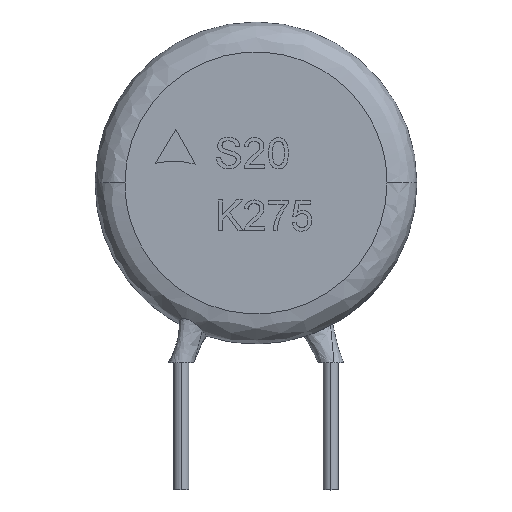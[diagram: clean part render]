
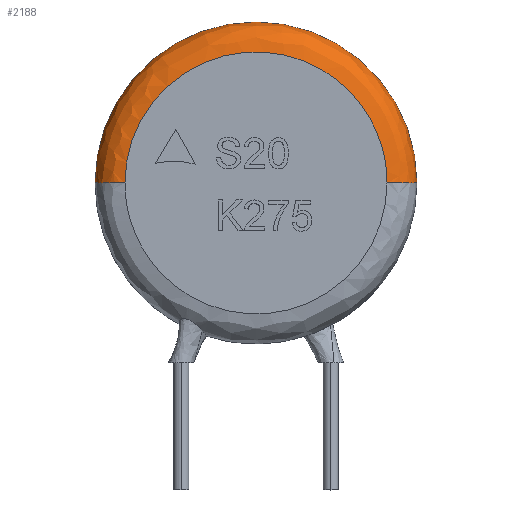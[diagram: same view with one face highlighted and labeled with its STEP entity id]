
A CAD part, top view. The second image highlights one B-rep face of the part: STEP entity #2188.
In plain terms, the highlighted free-form (B-spline) face has degree [3, 3] with [4, 4] control points.
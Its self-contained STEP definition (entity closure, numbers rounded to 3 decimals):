
#116 = AXIS2_PLACEMENT_3D ( 'NONE', #6027, #2674, #6600 ) ;
#472 = EDGE_CURVE ( 'NONE', #2361, #1259, #3144, .T. ) ;
#506 = CARTESIAN_POINT ( 'NONE',  ( -8.75, 19., 2.6 ) ) ;
#514 = CARTESIAN_POINT ( 'NONE',  ( 10.75, 19., 1.772 ) ) ;
#1055 = CARTESIAN_POINT ( 'NONE',  ( 8.75, 36.5, 2.6 ) ) ;
#1066 = CARTESIAN_POINT ( 'NONE',  ( -10.75, 40.5, 1.772 ) ) ;
#1187 = DIRECTION ( 'NONE',  ( 0., 1., 0. ) ) ;
#1259 = VERTEX_POINT ( 'NONE', #3550 ) ;
#1359 = AXIS2_PLACEMENT_3D ( 'NONE', #1596, #5457, #2148 ) ;
#1433 = CARTESIAN_POINT ( 'NONE',  ( 8.75, 19., 2.6 ) ) ;
#1596 = CARTESIAN_POINT ( 'NONE',  ( 0., 19., 0.6 ) ) ;
#1636 = CARTESIAN_POINT ( 'NONE',  ( 10.75, 19., 0.6 ) ) ;
#2148 = DIRECTION ( 'NONE',  ( 1., 0., 0. ) ) ;
#2158 = CARTESIAN_POINT ( 'NONE',  ( 8.75, 36.5, 2.6 ) ) ;
#2175 = CARTESIAN_POINT ( 'NONE',  ( -10.75, 40.5, 0.6 ) ) ;
#2188 = ADVANCED_FACE ( 'NONE', ( #3691 ), #6583, .T. ) ;
#2361 = VERTEX_POINT ( 'NONE', #1433 ) ;
#2449 = ORIENTED_EDGE ( 'NONE', *, *, #3092, .F. ) ;
#2674 = DIRECTION ( 'NONE',  ( 0., -1., 0. ) ) ;
#2686 = CARTESIAN_POINT ( 'NONE',  ( -8.75, 19., 2.6 ) ) ;
#3092 = EDGE_CURVE ( 'NONE', #7073, #4894, #3869, .T. ) ;
#3144 = CIRCLE ( 'NONE', #3258, 2. ) ;
#3247 = CARTESIAN_POINT ( 'NONE',  ( 9.922, 38.843, 2.6 ) ) ;
#3258 = AXIS2_PLACEMENT_3D ( 'NONE', #3960, #1187, #5560 ) ;
#3468 = ORIENTED_EDGE ( 'NONE', *, *, #5816, .F. ) ;
#3550 = CARTESIAN_POINT ( 'NONE',  ( 10.75, 19., 0.6 ) ) ;
#3691 = FACE_OUTER_BOUND ( 'NONE', #3729, .T. ) ;
#3729 = EDGE_LOOP ( 'NONE', ( #2449, #4443, #4726, #3468 ) ) ;
#3814 = CARTESIAN_POINT ( 'NONE',  ( -9.922, 19., 2.6 ) ) ;
#3853 = CARTESIAN_POINT ( 'NONE',  ( -8.75, 19., 2.6 ) ) ;
#3869 = CIRCLE ( 'NONE', #116, 2. ) ;
#3960 = CARTESIAN_POINT ( 'NONE',  ( 8.75, 19., 0.6 ) ) ;
#4376 = CARTESIAN_POINT ( 'NONE',  ( 10.75, 40.5, 1.772 ) ) ;
#4443 = ORIENTED_EDGE ( 'NONE', *, *, #5874, .T. ) ;
#4726 = ORIENTED_EDGE ( 'NONE', *, *, #472, .T. ) ;
#4894 = VERTEX_POINT ( 'NONE', #5809 ) ;
#4918 = CARTESIAN_POINT ( 'NONE',  ( 8.75, 19., 2.6 ) ) ;
#4927 = CARTESIAN_POINT ( 'NONE',  ( -10.75, 19., 1.772 ) ) ;
#5087 = CIRCLE ( 'NONE', #1359, 10.75 ) ;
#5457 = DIRECTION ( 'NONE',  ( 0., 0., -1. ) ) ;
#5492 = CARTESIAN_POINT ( 'NONE',  ( 10.75, 40.5, 0.6 ) ) ;
#5560 = DIRECTION ( 'NONE',  ( 1., 0., 0. ) ) ;
#5665 =( BOUNDED_CURVE ( )  B_SPLINE_CURVE ( 3, ( #506, #7172, #1055, #4918 ),
 .UNSPECIFIED., .F., .F. ) 
 B_SPLINE_CURVE_WITH_KNOTS ( ( 4, 4 ),
 ( 0., 1. ),
 .UNSPECIFIED. ) 
 CURVE ( )  GEOMETRIC_REPRESENTATION_ITEM ( )  RATIONAL_B_SPLINE_CURVE ( ( 1., 0.333, 0.333, 1. ) ) 
 REPRESENTATION_ITEM ( '' )  );
#5809 = CARTESIAN_POINT ( 'NONE',  ( -10.75, 19., 0.6 ) ) ;
#5816 = EDGE_CURVE ( 'NONE', #4894, #1259, #5087, .T. ) ;
#5874 = EDGE_CURVE ( 'NONE', #7073, #2361, #5665, .T. ) ;
#6027 = CARTESIAN_POINT ( 'NONE',  ( -8.75, 19., 0.6 ) ) ;
#6040 = CARTESIAN_POINT ( 'NONE',  ( -8.75, 36.5, 2.6 ) ) ;
#6066 = CARTESIAN_POINT ( 'NONE',  ( -10.75, 19., 0.6 ) ) ;
#6583 =( BOUNDED_SURFACE ( )  B_SPLINE_SURFACE ( 3, 3, ( 
 ( #6590, #2158, #6040, #2686 ),
 ( #6612, #3247, #7187, #3814 ),
 ( #514, #4376, #1066, #4927 ),
 ( #1636, #5492, #2175, #6066 ) ),
 .UNSPECIFIED., .F., .F., .T. ) 
 B_SPLINE_SURFACE_WITH_KNOTS ( ( 4, 4 ),
 ( 4, 4 ),
 ( 0., 1. ),
 ( 0., 1. ),
 .UNSPECIFIED. ) 
 GEOMETRIC_REPRESENTATION_ITEM ( )  RATIONAL_B_SPLINE_SURFACE ( (
 ( 1., 0.333, 0.333, 1.),
 ( 0.805, 0.268, 0.268, 0.805),
 ( 0.805, 0.268, 0.268, 0.805),
 ( 1., 0.333, 0.333, 1.) ) ) 
 REPRESENTATION_ITEM ( '' )  SURFACE ( )  );
#6590 = CARTESIAN_POINT ( 'NONE',  ( 8.75, 19., 2.6 ) ) ;
#6600 = DIRECTION ( 'NONE',  ( -1., 0., 0. ) ) ;
#6612 = CARTESIAN_POINT ( 'NONE',  ( 9.922, 19., 2.6 ) ) ;
#7073 = VERTEX_POINT ( 'NONE', #3853 ) ;
#7172 = CARTESIAN_POINT ( 'NONE',  ( -8.75, 36.5, 2.6 ) ) ;
#7187 = CARTESIAN_POINT ( 'NONE',  ( -9.922, 38.843, 2.6 ) ) ;
